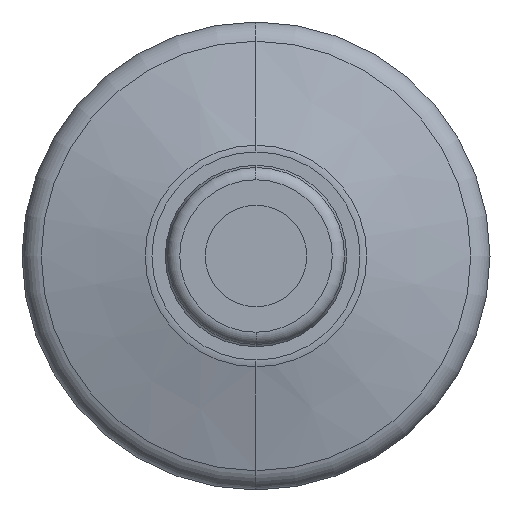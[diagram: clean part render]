
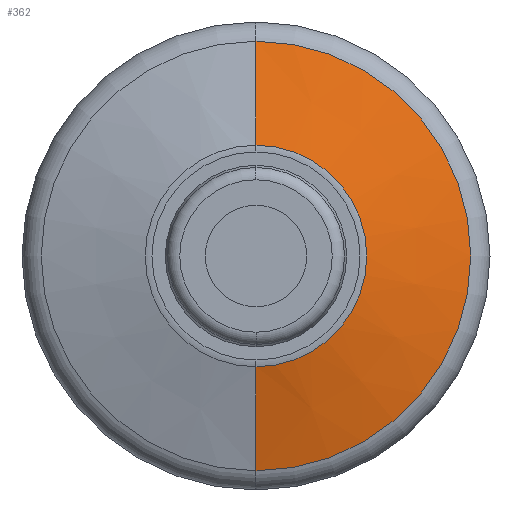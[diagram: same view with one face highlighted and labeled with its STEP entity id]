
A CAD part, front view. The second image highlights one B-rep face of the part: STEP entity #362.
In plain terms, the highlighted conical face has half-angle 75 degrees and reference radius 6.259 mm.
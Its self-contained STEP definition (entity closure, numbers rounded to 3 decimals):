
#45=DIRECTION('',(0.,0.259,0.966));
#46=VECTOR('',#45,4.141);
#47=CARTESIAN_POINT('',(0.,-44.166,
4.259));
#48=LINE('',#47,#46);
#49=DIRECTION('',(0.,0.259,-0.966));
#50=VECTOR('',#49,4.141);
#51=CARTESIAN_POINT('',(0.,-44.166,
-4.259));
#52=LINE('',#51,#50);
#68=CARTESIAN_POINT('',(0.,-44.166,0.));
#69=DIRECTION('',(0.,1.,0.));
#70=DIRECTION('',(0.,0.,1.));
#71=AXIS2_PLACEMENT_3D('',#68,#69,#70);
#188=CARTESIAN_POINT('',(0.,-43.094,0.));
#189=DIRECTION('',(0.,-1.,0.));
#190=DIRECTION('',(0.,0.,-1.));
#191=AXIS2_PLACEMENT_3D('',#188,#189,#190);
#311=CARTESIAN_POINT('',(0.,-43.094,
8.259));
#312=VERTEX_POINT('',#311);
#313=CARTESIAN_POINT('',(0.,-43.094,
-8.259));
#314=VERTEX_POINT('',#313);
#315=CARTESIAN_POINT('',(0.,-44.166,
4.259));
#316=VERTEX_POINT('',#315);
#317=CARTESIAN_POINT('',(0.,-44.166,
-4.259));
#318=VERTEX_POINT('',#317);
#347=CARTESIAN_POINT('',(0.,-43.63,0.));
#348=DIRECTION('',(0.,1.,0.));
#349=DIRECTION('',(0.,0.,-1.));
#350=AXIS2_PLACEMENT_3D('',#347,#348,#349);
#351=CONICAL_SURFACE('',#350,6.259,75.);
#353=ORIENTED_EDGE('',*,*,#352,.T.);
#355=ORIENTED_EDGE('',*,*,#354,.F.);
#357=ORIENTED_EDGE('',*,*,#356,.F.);
#359=ORIENTED_EDGE('',*,*,#358,.F.);
#360=EDGE_LOOP('',(#353,#355,#357,#359));
#361=FACE_OUTER_BOUND('',#360,.F.);
#362=ADVANCED_FACE('',(#361),#351,.T.);
#72=CIRCLE('',#71,4.259);
#192=CIRCLE('',#191,8.259);
#352=EDGE_CURVE('',#316,#312,#48,.T.);
#354=EDGE_CURVE('',#314,#312,#192,.T.);
#356=EDGE_CURVE('',#318,#314,#52,.T.);
#358=EDGE_CURVE('',#316,#318,#72,.T.);
